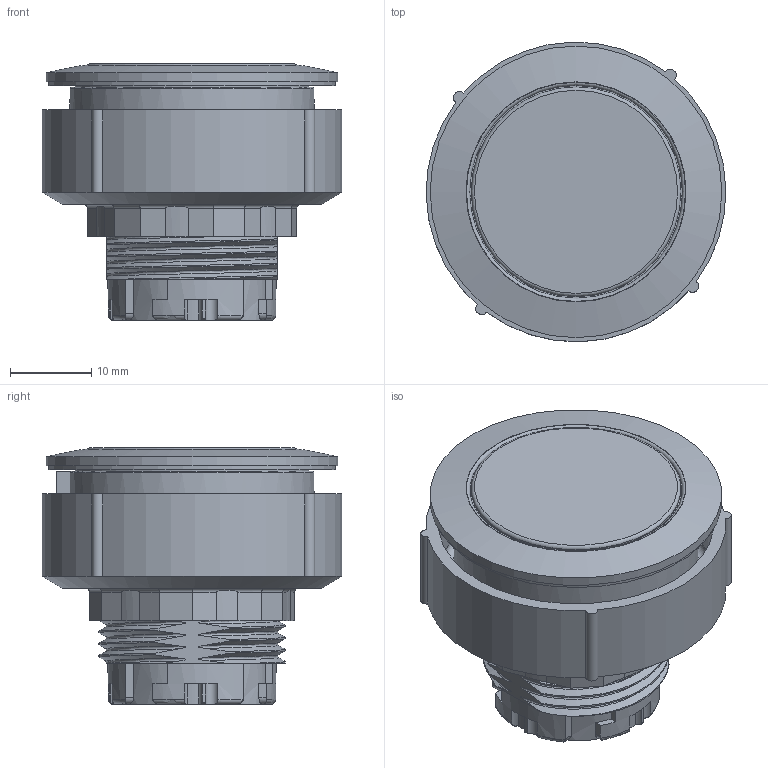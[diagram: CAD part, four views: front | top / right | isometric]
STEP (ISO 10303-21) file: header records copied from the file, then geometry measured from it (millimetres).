
FILE_DESCRIPTION(/* description */ (''),/* implementation_level */ '2;1');
FILE_NAME(/* name */ 'KRJT_vereinfacht.stp',/* time_stamp */ '2018-04-12T17:00:55+02:00',/* author */ ('mreiber'),/* organization */ (''),/* preprocessor_version */ 'ST-DEVELOPER v16.1',/* originating_system */ 'Autodesk Inventor 2016',/* authorisation */ '');
FILE_SCHEMA (('AUTOMOTIVE_DESIGN { 1 0 10303 214 3 1 1 }'));
Length unit declared in the file: centimetre
Products named in the file (1): KRJT_vereinfacht
Bounding box: 36.99 x 36.99 x 31.65 mm (x, y, z)
Volume: 19919 mm3; surface area: 8293.5 mm2
Topology: 1 solids, 1 shells, 201 faces, 544 edges, 357 vertices
Faces by surface type: cylinder 77, plane 67, bspline 35, torus 18, cone 4
Full cylindrical faces by diameter (mm): 23 x1, 29 x1, 30.2 x1, 34 x1, 35.5 x1, 36 x1
Entity records: 9008 total; most frequent: CARTESIAN_POINT 4312, ORIENTED_EDGE 1046, DIRECTION 845, EDGE_CURVE 523, VERTEX_POINT 351, AXIS2_PLACEMENT_3D 323, EDGE_LOOP 228, FACE_OUTER_BOUND 201
